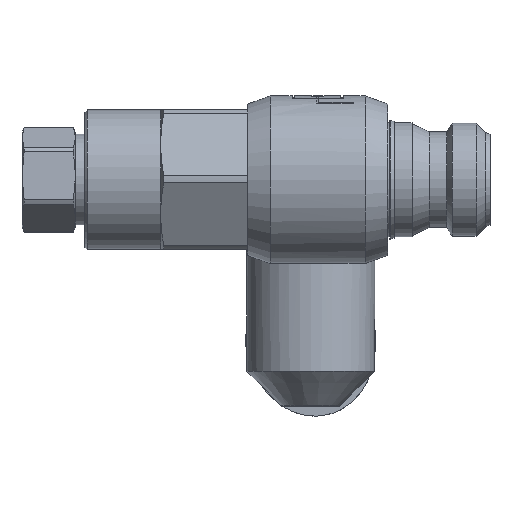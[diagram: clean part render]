
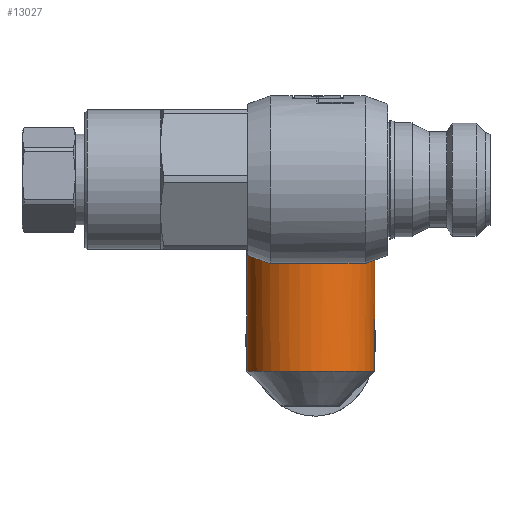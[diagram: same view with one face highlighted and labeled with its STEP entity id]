
A CAD part, left-side view. The second image highlights one B-rep face of the part: STEP entity #13027.
In plain terms, the highlighted cylindrical face has radius 5.5 mm (diameter 11 mm), a full revolution.
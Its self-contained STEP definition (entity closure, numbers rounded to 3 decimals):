
#12840=CARTESIAN_POINT('',(2.377,2.6,-4.96));
#12841=VERTEX_POINT('',#12840);
#12864=CARTESIAN_POINT('',(2.377,2.6,4.96));
#12865=VERTEX_POINT('',#12864);
#12866=CARTESIAN_POINT('',(0.0,2.6,0.0));
#12867=DIRECTION('',(0.0,-1.0,0.0));
#12868=DIRECTION('',(-1.0,0.0,0.0));
#12869=AXIS2_PLACEMENT_3D('',#12866,#12867,#12868);
#12870=CIRCLE('',#12869,5.5);
#12871=EDGE_CURVE('',#12865,#12841,#12870,.T.);
#12945=CARTESIAN_POINT('',(0.0,-2.4,0.0));
#12946=DIRECTION('',(0.0,-1.0,0.0));
#12947=DIRECTION('',(-1.0,0.0,0.0));
#12948=AXIS2_PLACEMENT_3D('',#12945,#12946,#12947);
#12949=CYLINDRICAL_SURFACE('',#12948,5.5);
#12950=CARTESIAN_POINT('',(-5.5,-7.4,0.0));
#12951=VERTEX_POINT('',#12950);
#12952=CARTESIAN_POINT('',(0.0,-7.4,0.0));
#12953=DIRECTION('',(0.0,-1.0,0.0));
#12954=DIRECTION('',(-1.0,0.0,0.0));
#12955=AXIS2_PLACEMENT_3D('',#12952,#12953,#12954);
#12956=CIRCLE('',#12955,5.5);
#12957=EDGE_CURVE('',#12951,#12951,#12956,.T.);
#12958=ORIENTED_EDGE('',*,*,#12957,.F.);
#12959=EDGE_LOOP('',(#12958));
#12960=FACE_OUTER_BOUND('',#12959,.T.);
#12961=CARTESIAN_POINT('',(1.47,1.808,5.3));
#12962=VERTEX_POINT('',#12961);
#12963=CARTESIAN_POINT('',(2.377,2.6,4.96));
#12964=CARTESIAN_POINT('',(2.272,2.504,5.01));
#12965=CARTESIAN_POINT('',(2.167,2.409,5.056));
#12966=CARTESIAN_POINT('',(1.864,2.139,5.179));
#12967=CARTESIAN_POINT('',(1.667,1.969,5.245));
#12968=CARTESIAN_POINT('',(1.47,1.808,5.3));
#12969=B_SPLINE_CURVE_WITH_KNOTS('',3,(#12963,#12964,#12965,#12966,#12967,#12968),.UNSPECIFIED.,.F.,.U.,(4,2,4),(1.694,1.739,1.824),.UNSPECIFIED.);
#12970=EDGE_CURVE('',#12865,#12962,#12969,.T.);
#12971=ORIENTED_EDGE('',*,*,#12970,.F.);
#12972=ORIENTED_EDGE('',*,*,#12871,.T.);
#12973=CARTESIAN_POINT('',(1.47,1.808,-5.3));
#12974=VERTEX_POINT('',#12973);
#12975=CARTESIAN_POINT('',(1.47,1.808,-5.3));
#12976=CARTESIAN_POINT('',(1.667,1.969,-5.245));
#12977=CARTESIAN_POINT('',(1.864,2.139,-5.179));
#12978=CARTESIAN_POINT('',(2.167,2.409,-5.056));
#12979=CARTESIAN_POINT('',(2.272,2.504,-5.01));
#12980=CARTESIAN_POINT('',(2.377,2.6,-4.96));
#12981=B_SPLINE_CURVE_WITH_KNOTS('',3,(#12975,#12976,#12977,#12978,#12979,#12980),.UNSPECIFIED.,.F.,.U.,(4,2,4),(0.192,0.278,0.323),.UNSPECIFIED.);
#12982=EDGE_CURVE('',#12974,#12841,#12981,.T.);
#12983=ORIENTED_EDGE('',*,*,#12982,.F.);
#12984=CARTESIAN_POINT('',(1.47,-1.808,-5.3));
#12985=VERTEX_POINT('',#12984);
#12986=CARTESIAN_POINT('',(1.47,-1.808,-5.3));
#12987=DIRECTION('',(0.0,1.0,0.0));
#12988=VECTOR('',#12987,3.617);
#12989=LINE('',#12986,#12988);
#12990=EDGE_CURVE('',#12985,#12974,#12989,.T.);
#12991=ORIENTED_EDGE('',*,*,#12990,.F.);
#12992=CARTESIAN_POINT('',(1.47,-1.808,5.3));
#12993=VERTEX_POINT('',#12992);
#12994=CARTESIAN_POINT('',(1.47,-1.808,5.3));
#12995=CARTESIAN_POINT('',(1.667,-1.969,5.245));
#12996=CARTESIAN_POINT('',(1.864,-2.139,5.179));
#12997=CARTESIAN_POINT('',(2.707,-2.89,4.838));
#12998=CARTESIAN_POINT('',(3.349,-3.508,4.43));
#12999=CARTESIAN_POINT('',(4.33,-4.455,3.448));
#13000=CARTESIAN_POINT('',(4.75,-4.865,2.868));
#13001=CARTESIAN_POINT('',(5.189,-5.295,1.859));
#13002=CARTESIAN_POINT('',(5.305,-5.409,1.5));
#13003=CARTESIAN_POINT('',(5.461,-5.561,0.759));
#13004=CARTESIAN_POINT('',(5.5,-5.6,0.378));
#13005=CARTESIAN_POINT('',(5.5,-5.6,-0.378));
#13006=CARTESIAN_POINT('',(5.461,-5.561,-0.759));
#13007=CARTESIAN_POINT('',(5.305,-5.409,-1.5));
#13008=CARTESIAN_POINT('',(5.189,-5.295,-1.859));
#13009=CARTESIAN_POINT('',(4.75,-4.865,-2.868));
#13010=CARTESIAN_POINT('',(4.33,-4.455,-3.448));
#13011=CARTESIAN_POINT('',(3.349,-3.508,-4.43));
#13012=CARTESIAN_POINT('',(2.707,-2.89,-4.838));
#13013=CARTESIAN_POINT('',(1.864,-2.139,-5.179));
#13014=CARTESIAN_POINT('',(1.667,-1.969,-5.245));
#13015=CARTESIAN_POINT('',(1.47,-1.808,-5.3));
#13016=B_SPLINE_CURVE_WITH_KNOTS('',3,(#12994,#12995,#12996,#12997,#12998,#12999,#13000,#13001,#13002,#13003,#13004,#13005,#13006,#13007,#13008,#13009,#13010,#13011,#13012,#13013,#13014,#13015),.UNSPECIFIED.,.F.,.U.,(4,2,2,2,2,2,2,2,2,2,4),(-1.824,-1.739,-1.462,-1.235,-1.122,-1.008,-0.895,-0.782,-0.555,-0.278,-0.192),.UNSPECIFIED.);
#13017=EDGE_CURVE('',#12993,#12985,#13016,.T.);
#13018=ORIENTED_EDGE('',*,*,#13017,.F.);
#13019=CARTESIAN_POINT('',(1.47,1.808,5.3));
#13020=DIRECTION('',(0.0,-1.0,0.0));
#13021=VECTOR('',#13020,3.617);
#13022=LINE('',#13019,#13021);
#13023=EDGE_CURVE('',#12962,#12993,#13022,.T.);
#13024=ORIENTED_EDGE('',*,*,#13023,.F.);
#13025=EDGE_LOOP('',(#12971,#12972,#12983,#12991,#13018,#13024));
#13026=FACE_BOUND('',#13025,.T.);
#13027=ADVANCED_FACE('',(#12960,#13026),#12949,.T.);
